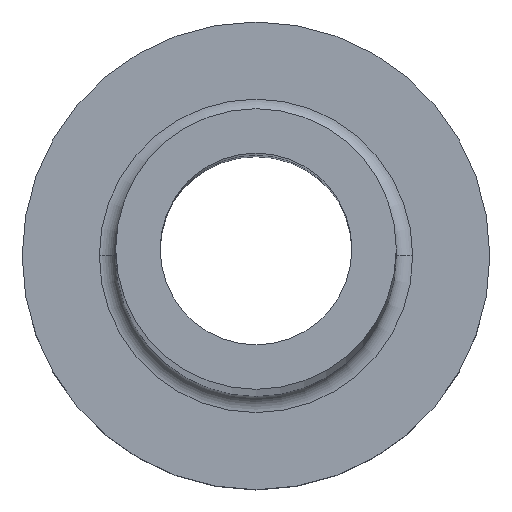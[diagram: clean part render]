
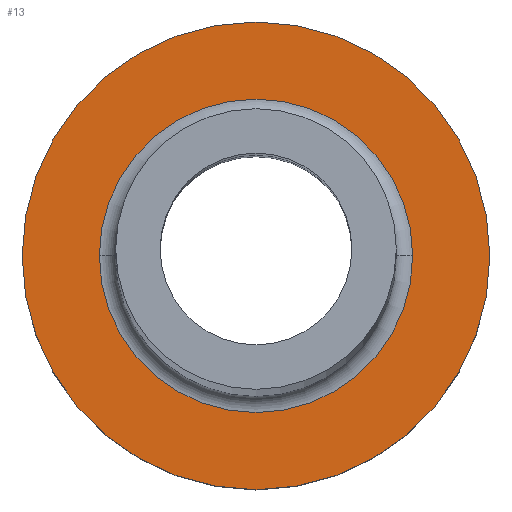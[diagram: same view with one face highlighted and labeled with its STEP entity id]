
A CAD part, top view. The second image highlights one B-rep face of the part: STEP entity #13.
In plain terms, the highlighted planar face has unit normal (0, 0, 1).
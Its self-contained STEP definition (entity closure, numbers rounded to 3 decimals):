
#2 = VERTEX_POINT ( 'NONE', #283 ) ;
#4 = VERTEX_POINT ( 'NONE', #258 ) ;
#10 = FACE_BOUND ( 'NONE', #198, .T. ) ;
#13 = ADVANCED_FACE ( 'NONE', ( #10, #401 ), #180, .T. ) ;
#37 = ORIENTED_EDGE ( 'NONE', *, *, #234, .T. ) ;
#59 = EDGE_CURVE ( 'NONE', #2, #68, #157, .T. ) ;
#62 = AXIS2_PLACEMENT_3D ( 'NONE', #359, #118, #393 ) ;
#68 = VERTEX_POINT ( 'NONE', #120 ) ;
#69 = EDGE_CURVE ( 'NONE', #68, #2, #319, .T. ) ;
#118 = DIRECTION ( 'NONE',  ( 0., 0., 1. ) ) ;
#120 = CARTESIAN_POINT ( 'NONE',  ( 6.7, 0., 7. ) ) ;
#152 = CARTESIAN_POINT ( 'NONE',  ( 0., 0., 7. ) ) ;
#157 = CIRCLE ( 'NONE', #404, 6.7 ) ;
#180 = PLANE ( 'NONE',  #62 ) ;
#198 = EDGE_LOOP ( 'NONE', ( #389, #350 ) ) ;
#223 = CARTESIAN_POINT ( 'NONE',  ( 0., 0., 7. ) ) ;
#234 = EDGE_CURVE ( 'NONE', #4, #455, #416, .T. ) ;
#251 = DIRECTION ( 'NONE',  ( 0., 0., -1. ) ) ;
#255 = DIRECTION ( 'NONE',  ( 0., 0., 1. ) ) ;
#258 = CARTESIAN_POINT ( 'NONE',  ( 10., 0., 7. ) ) ;
#260 = AXIS2_PLACEMENT_3D ( 'NONE', #152, #251, #433 ) ;
#261 = DIRECTION ( 'NONE',  ( 0., 0., 1. ) ) ;
#283 = CARTESIAN_POINT ( 'NONE',  ( -6.7, 0., 7. ) ) ;
#290 = CIRCLE ( 'NONE', #391, 10. ) ;
#291 = ORIENTED_EDGE ( 'NONE', *, *, #348, .T. ) ;
#298 = CARTESIAN_POINT ( 'NONE',  ( -10., 0., 7. ) ) ;
#309 = EDGE_LOOP ( 'NONE', ( #291, #37 ) ) ;
#319 = CIRCLE ( 'NONE', #260, 6.7 ) ;
#327 = DIRECTION ( 'NONE',  ( 1., 0., 0. ) ) ;
#348 = EDGE_CURVE ( 'NONE', #455, #4, #290, .T. ) ;
#350 = ORIENTED_EDGE ( 'NONE', *, *, #59, .T. ) ;
#359 = CARTESIAN_POINT ( 'NONE',  ( 0., 0., 7. ) ) ;
#370 = DIRECTION ( 'NONE',  ( 1., 0., 0. ) ) ;
#389 = ORIENTED_EDGE ( 'NONE', *, *, #69, .T. ) ;
#391 = AXIS2_PLACEMENT_3D ( 'NONE', #223, #261, #370 ) ;
#393 = DIRECTION ( 'NONE',  ( 1., 0., 0. ) ) ;
#396 = DIRECTION ( 'NONE',  ( 1., 0., 0. ) ) ;
#401 = FACE_OUTER_BOUND ( 'NONE', #309, .T. ) ;
#404 = AXIS2_PLACEMENT_3D ( 'NONE', #440, #431, #327 ) ;
#408 = AXIS2_PLACEMENT_3D ( 'NONE', #434, #255, #396 ) ;
#416 = CIRCLE ( 'NONE', #408, 10. ) ;
#431 = DIRECTION ( 'NONE',  ( 0., 0., -1. ) ) ;
#433 = DIRECTION ( 'NONE',  ( 1., 0., 0. ) ) ;
#434 = CARTESIAN_POINT ( 'NONE',  ( 0., 0., 7. ) ) ;
#440 = CARTESIAN_POINT ( 'NONE',  ( 0., 0., 7. ) ) ;
#455 = VERTEX_POINT ( 'NONE', #298 ) ;
